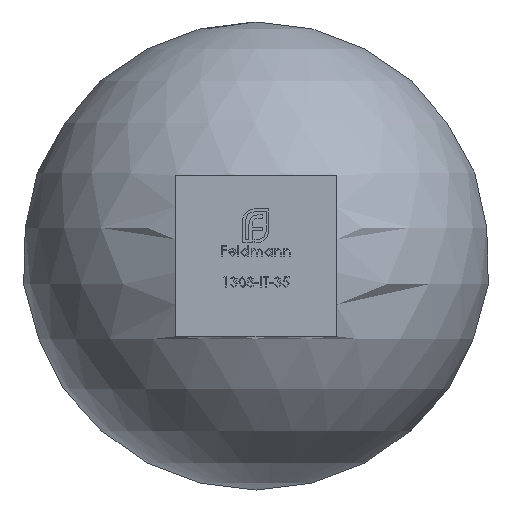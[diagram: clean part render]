
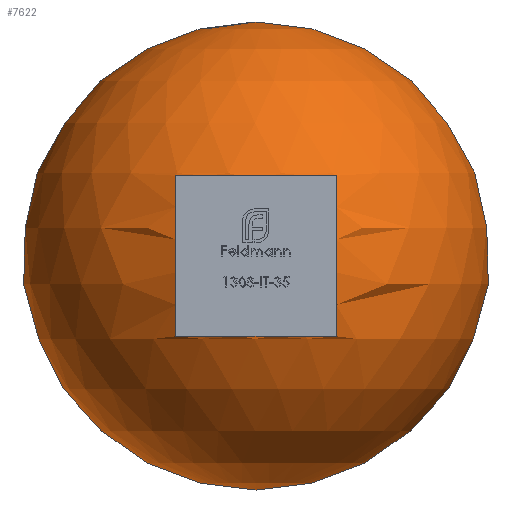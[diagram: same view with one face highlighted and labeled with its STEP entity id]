
A CAD part, front view. The second image highlights one B-rep face of the part: STEP entity #7622.
In plain terms, the highlighted spherical face has radius 17.5 mm.
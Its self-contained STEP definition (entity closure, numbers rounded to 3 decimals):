
#525 = SPHERICAL_SURFACE ( 'NONE', #6885, 17.5 ) ;
#1091 = EDGE_LOOP ( 'NONE', ( #11124, #2442, #13709, #13601 ) ) ;
#1098 = CARTESIAN_POINT ( 'NONE',  ( 6., 1167.195, 6. ) ) ;
#1113 = DIRECTION ( 'NONE',  ( -1., 0., 0. ) ) ;
#1166 = EDGE_CURVE ( 'NONE', #1517, #8846, #7868, .T. ) ;
#1517 = VERTEX_POINT ( 'NONE', #1772 ) ;
#1772 = CARTESIAN_POINT ( 'NONE',  ( 6., 1167.195, -6. ) ) ;
#2442 = ORIENTED_EDGE ( 'NONE', *, *, #14400, .T. ) ;
#2917 = AXIS2_PLACEMENT_3D ( 'NONE', #4940, #12937, #9621 ) ;
#4075 = AXIS2_PLACEMENT_3D ( 'NONE', #14659, #8987, #1113 ) ;
#4122 = CIRCLE ( 'NONE', #9271, 16.439 ) ;
#4639 = EDGE_CURVE ( 'NONE', #12796, #7512, #8938, .T. ) ;
#4940 = CARTESIAN_POINT ( 'NONE',  ( 6., 1182.5, 0. ) ) ;
#5388 = EDGE_CURVE ( 'NONE', #8846, #12796, #4122, .T. ) ;
#6164 = DIRECTION ( 'NONE',  ( 0., 0., 1. ) ) ;
#6284 = CARTESIAN_POINT ( 'NONE',  ( -6., 1182.5, 0. ) ) ;
#6332 = DIRECTION ( 'NONE',  ( 0., 0., 1. ) ) ;
#6885 = AXIS2_PLACEMENT_3D ( 'NONE', #8505, #6164, #8453 ) ;
#7122 = DIRECTION ( 'NONE',  ( 0., 0., 1. ) ) ;
#7512 = VERTEX_POINT ( 'NONE', #1098 ) ;
#7622 = ADVANCED_FACE ( 'NONE', ( #11739 ), #525, .T. ) ;
#7868 = CIRCLE ( 'NONE', #4075, 16.439 ) ;
#8453 = DIRECTION ( 'NONE',  ( 1., 0., 0. ) ) ;
#8505 = CARTESIAN_POINT ( 'NONE',  ( 0., 1182.5, 0. ) ) ;
#8846 = VERTEX_POINT ( 'NONE', #13937 ) ;
#8938 = CIRCLE ( 'NONE', #14511, 16.439 ) ;
#8987 = DIRECTION ( 'NONE',  ( 0., 0., -1. ) ) ;
#9271 = AXIS2_PLACEMENT_3D ( 'NONE', #6284, #11942, #6332 ) ;
#9621 = DIRECTION ( 'NONE',  ( 0., 0., -1. ) ) ;
#11124 = ORIENTED_EDGE ( 'NONE', *, *, #4639, .T. ) ;
#11739 = FACE_OUTER_BOUND ( 'NONE', #1091, .T. ) ;
#11942 = DIRECTION ( 'NONE',  ( -1., 0., 0. ) ) ;
#12796 = VERTEX_POINT ( 'NONE', #14112 ) ;
#12833 = CARTESIAN_POINT ( 'NONE',  ( 0., 1182.5, 6. ) ) ;
#12937 = DIRECTION ( 'NONE',  ( 1., 0., 0. ) ) ;
#13036 = DIRECTION ( 'NONE',  ( 1., 0., 0. ) ) ;
#13601 = ORIENTED_EDGE ( 'NONE', *, *, #5388, .T. ) ;
#13709 = ORIENTED_EDGE ( 'NONE', *, *, #1166, .T. ) ;
#13937 = CARTESIAN_POINT ( 'NONE',  ( -6., 1167.195, -6. ) ) ;
#14112 = CARTESIAN_POINT ( 'NONE',  ( -6., 1167.195, 6. ) ) ;
#14360 = CIRCLE ( 'NONE', #2917, 16.439 ) ;
#14400 = EDGE_CURVE ( 'NONE', #7512, #1517, #14360, .T. ) ;
#14511 = AXIS2_PLACEMENT_3D ( 'NONE', #12833, #7122, #13036 ) ;
#14659 = CARTESIAN_POINT ( 'NONE',  ( 0., 1182.5, -6. ) ) ;
